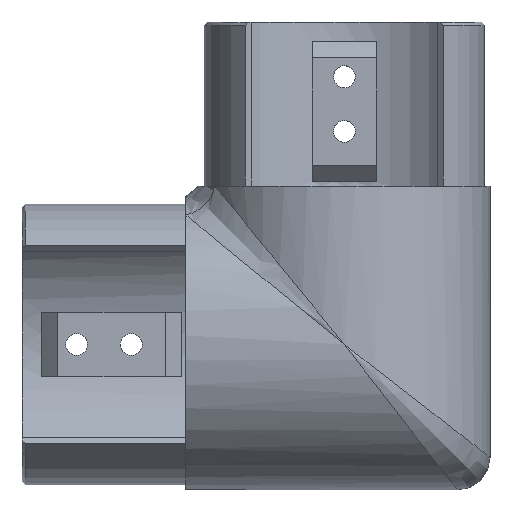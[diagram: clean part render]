
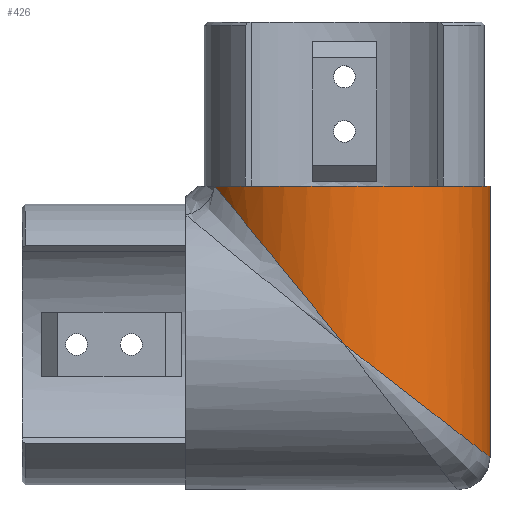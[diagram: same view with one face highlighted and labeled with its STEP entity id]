
A CAD part, front view. The second image highlights one B-rep face of the part: STEP entity #426.
In plain terms, the highlighted cylindrical face has radius 26.65 mm (diameter 53.3 mm), a partial arc.
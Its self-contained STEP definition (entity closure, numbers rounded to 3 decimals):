
#60 = CARTESIAN_POINT ( 'NONE',  ( 0., -26.65, 0. ) ) ;
#139 = ORIENTED_EDGE ( 'NONE', *, *, #645, .T. ) ;
#192 = CIRCLE ( 'NONE', #379, 26.65 ) ;
#199 = CARTESIAN_POINT ( 'NONE',  ( 26.65, 0., -20.65 ) ) ;
#213 = CARTESIAN_POINT ( 'NONE',  ( 26.65, 0., 29. ) ) ;
#355 = EDGE_LOOP ( 'NONE', ( #444, #1452, #1861, #139 ) ) ;
#379 = AXIS2_PLACEMENT_3D ( 'NONE', #2217, #2034, #1189 ) ;
#416 = DIRECTION ( 'NONE',  ( 0., 0., 1. ) ) ;
#426 = ADVANCED_FACE ( 'NONE', ( #1156 ), #2046, .T. ) ;
#444 = ORIENTED_EDGE ( 'NONE', *, *, #1176, .T. ) ;
#461 = EDGE_CURVE ( 'NONE', #1635, #750, #192, .T. ) ;
#578 = CARTESIAN_POINT ( 'NONE',  ( -23.671, -12.244, 29. ) ) ;
#645 = EDGE_CURVE ( 'NONE', #1635, #1709, #1553, .T. ) ;
#726 = VERTEX_POINT ( 'NONE', #1820 ) ;
#750 = VERTEX_POINT ( 'NONE', #213 ) ;
#775 = CARTESIAN_POINT ( 'NONE',  ( 0., -26.65, 0. ) ) ;
#926 = CARTESIAN_POINT ( 'NONE',  ( -18.97, -21.331, 23.241 ) ) ;
#1015 = DIRECTION ( 'NONE',  ( 1., 0., 0. ) ) ;
#1156 = FACE_OUTER_BOUND ( 'NONE', #355, .T. ) ;
#1176 = EDGE_CURVE ( 'NONE', #1709, #726, #2231, .T. ) ;
#1189 = DIRECTION ( 'NONE',  ( 1., 0., 0. ) ) ;
#1192 = AXIS2_PLACEMENT_3D ( 'NONE', #1893, #1874, #1015 ) ;
#1204 = CARTESIAN_POINT ( 'NONE',  ( 15.611, -26.65, -12.096 ) ) ;
#1452 = ORIENTED_EDGE ( 'NONE', *, *, #2053, .T. ) ;
#1504 = CARTESIAN_POINT ( 'NONE',  ( -23.671, -12.244, 29. ) ) ;
#1553 =( BOUNDED_CURVE ( )  B_SPLINE_CURVE ( 3, ( #578, #926, #2140, #775 ),
 .UNSPECIFIED., .F., .F. ) 
 B_SPLINE_CURVE_WITH_KNOTS ( ( 4, 4 ),
 ( 0.477, 1.571 ),
 .UNSPECIFIED. ) 
 CURVE ( )  GEOMETRIC_REPRESENTATION_ITEM ( )  RATIONAL_B_SPLINE_CURVE ( ( 1., 0.903, 0.903, 1. ) ) 
 REPRESENTATION_ITEM ( '' )  );
#1635 = VERTEX_POINT ( 'NONE', #1504 ) ;
#1709 = VERTEX_POINT ( 'NONE', #60 ) ;
#1797 = LINE ( 'NONE', #1988, #2088 ) ;
#1820 = CARTESIAN_POINT ( 'NONE',  ( 26.65, 0., -20.65 ) ) ;
#1861 = ORIENTED_EDGE ( 'NONE', *, *, #461, .F. ) ;
#1874 = DIRECTION ( 'NONE',  ( 0., 0., 1. ) ) ;
#1893 = CARTESIAN_POINT ( 'NONE',  ( 0., 0., -51.2 ) ) ;
#1902 = CARTESIAN_POINT ( 'NONE',  ( 26.65, -15.611, -20.65 ) ) ;
#1988 = CARTESIAN_POINT ( 'NONE',  ( 26.65, 0., -51.2 ) ) ;
#2034 = DIRECTION ( 'NONE',  ( 0., 0., 1. ) ) ;
#2046 = CYLINDRICAL_SURFACE ( 'NONE', #1192, 26.65 ) ;
#2053 = EDGE_CURVE ( 'NONE', #726, #750, #1797, .T. ) ;
#2078 = CARTESIAN_POINT ( 'NONE',  ( 0., -26.65, 0. ) ) ;
#2088 = VECTOR ( 'NONE', #416, 1000. ) ;
#2140 = CARTESIAN_POINT ( 'NONE',  ( -10.231, -26.65, 12.534 ) ) ;
#2217 = CARTESIAN_POINT ( 'NONE',  ( 0., 0., 29. ) ) ;
#2231 =( BOUNDED_CURVE ( )  B_SPLINE_CURVE ( 3, ( #2078, #1204, #1902, #199 ),
 .UNSPECIFIED., .F., .T. ) 
 B_SPLINE_CURVE_WITH_KNOTS ( ( 4, 4 ),
 ( 1.571, 3.142 ),
 .UNSPECIFIED. ) 
 CURVE ( )  GEOMETRIC_REPRESENTATION_ITEM ( )  RATIONAL_B_SPLINE_CURVE ( ( 1., 0.805, 0.805, 1. ) ) 
 REPRESENTATION_ITEM ( '' )  );
